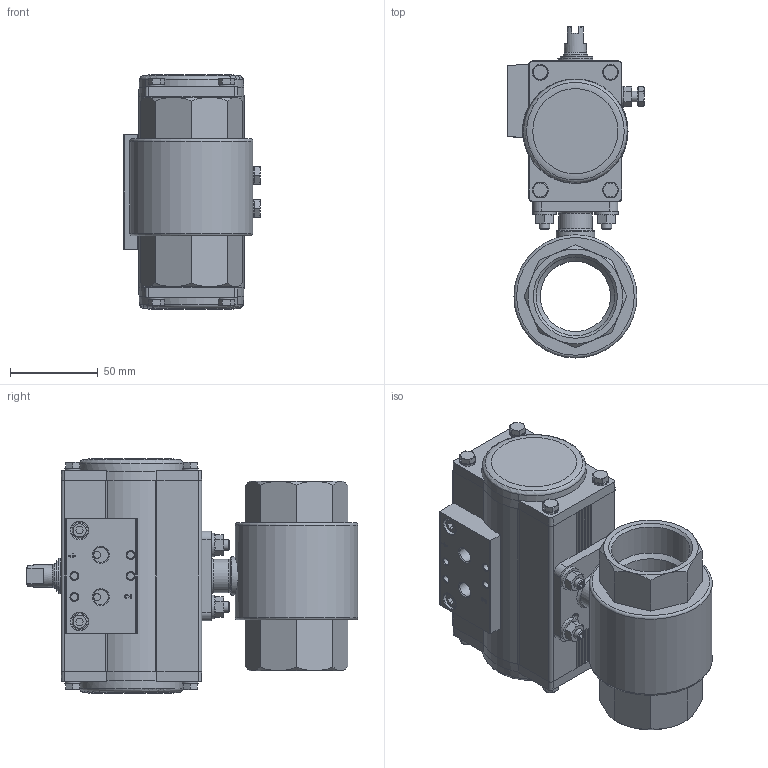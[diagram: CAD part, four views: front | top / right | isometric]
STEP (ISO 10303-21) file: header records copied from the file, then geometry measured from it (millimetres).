
FILE_DESCRIPTION(/* description */ ('STEP AP214'),/* implementation_level */ '2;1');
FILE_NAME(/* name */ '8070240_VZBM-A-11_2-RP-25-D-2-B2-PA20',/* time_stamp */ '2024-09-18T03:17:37+02:00',/* author */ ('License CC BY-ND 4.0'),/* organization */ ('CADENAS'),/* preprocessor_version */ 'ST-DEVELOPER v19.3',/* originating_system */ 'PARTsolutions',/* authorisation */ ' ');
FILE_SCHEMA (('AUTOMOTIVE_DESIGN {1 0 10303 214 3 1 1}'));
Length unit declared in the file: millimetre
Products named in the file (11): 8070240 VZBM-A-11/2-RP-25-D-2-B2-PA20; 4405652 VZBM-11/2-RP-25-D-2-F0305-B2B3; 8042185 DFPD-20-90-RD-F05-------(housing); 8042185 DFPD-20(F05_90)---(shaft); 3637777 SCHEIBE 6.2X12X1.5-1.4301; 3637759 DFPD-20; DIN 934 - M6(F); 8082117 DARQ-R-A-S11-S9-11; 8190047 NL-6-SP-SS; ISO-4026 M6x25; ISO 4032 - M6(F)
Assembly tree (22 placements, depth 2):
  8070240 VZBM-A-11/2-RP-25-D-2-B2-PA20
    4405652 VZBM-11/2-RP-25-D-2-F0305-B2B3
    8042185 DFPD-20-90-RD-F05-------(housing)
    8042185 DFPD-20(F05_90)---(shaft)
    3637777 SCHEIBE 6.2X12X1.5-1.4301  x2
    3637759 DFPD-20  x2
    DIN 934 - M6(F)  x2
    8082117 DARQ-R-A-S11-S9-11
    8190047 NL-6-SP-SS  x4
    ISO-4026 M6x25  x4
    ISO 4032 - M6(F)  x4
Bounding box: 77.7 x 189 x 133.3 mm (x, y, z)
Volume: 796879.5 mm3; surface area: 121385.1 mm2
Topology: 22 solids, 22 shells, 972 faces, 2241 edges, 1366 vertices
Faces by surface type: plane 479, cone 264, cylinder 189, torus 38, sphere 2
Full cylindrical faces by diameter (mm): 1.7 x2, 4 x2, 4.134 x8, 4.917 x14, 5.5 x4, 6 x6, 6.2 x2, 6.5 x8, 8.5 x2, 8.566 x2, 9 x10, 10 x4, 12 x2, 12.7 x1, 13 x2, 13.5 x4, 14 x3, 15.2 x1, 16.1 x1, 17.3 x2, 19 x1, 20 x2, 22 x4, 22.5 x2, 30 x1, 40 x1, 44.845 x2, 70 x1
Entity records: 21931 total; most frequent: CARTESIAN_POINT 4573, DIRECTION 3551, ORIENTED_EDGE 3286, EDGE_CURVE 1643, AXIS2_PLACEMENT_3D 1419, VERTEX_POINT 1118, FACE_BOUND 1047, EDGE_LOOP 1035
